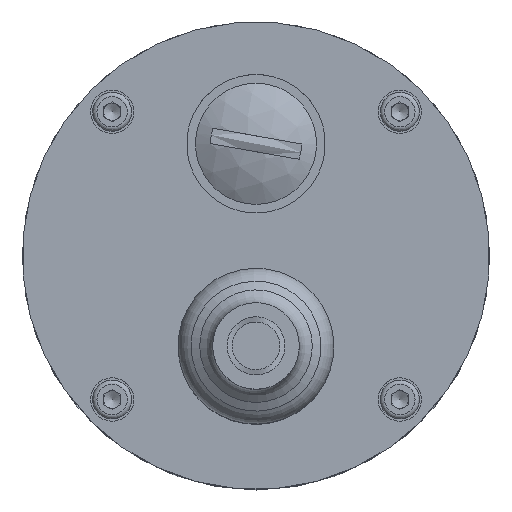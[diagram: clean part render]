
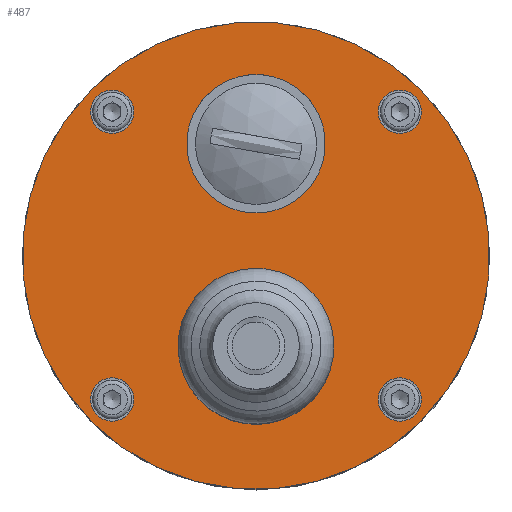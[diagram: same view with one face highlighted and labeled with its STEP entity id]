
A CAD part, top view. The second image highlights one B-rep face of the part: STEP entity #487.
In plain terms, the highlighted planar face has unit normal (0, 0, 1).
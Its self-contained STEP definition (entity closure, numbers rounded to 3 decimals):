
#32 = CIRCLE ( 'NONE', #2110, 2.5 ) ;
#37 = CARTESIAN_POINT ( 'NONE',  ( 0., 0., 23. ) ) ;
#44 = EDGE_CURVE ( 'NONE', #912, #912, #2453, .T. ) ;
#85 = DIRECTION ( 'NONE',  ( 0.707, -0.707, 0. ) ) ;
#117 = VERTEX_POINT ( 'NONE', #2105 ) ;
#194 = DIRECTION ( 'NONE',  ( 0., 0., 1. ) ) ;
#262 = DIRECTION ( 'NONE',  ( 0.707, -0.707, 0. ) ) ;
#316 = DIRECTION ( 'NONE',  ( 0., 0., 1. ) ) ;
#449 = EDGE_LOOP ( 'NONE', ( #778 ) ) ;
#471 = EDGE_CURVE ( 'NONE', #1964, #1964, #1680, .T. ) ;
#487 = ADVANCED_FACE ( 'NONE', ( #1639, #1538, #1478, #1533, #1473, #1440, #1403 ), #761, .F. ) ;
#512 = CARTESIAN_POINT ( 'NONE',  ( 18.385, 14.849, 23. ) ) ;
#517 = DIRECTION ( 'NONE',  ( 0., 0., 1. ) ) ;
#520 = EDGE_LOOP ( 'NONE', ( #2189 ) ) ;
#529 = CIRCLE ( 'NONE', #1781, 27. ) ;
#616 = ORIENTED_EDGE ( 'NONE', *, *, #471, .F. ) ;
#622 = EDGE_LOOP ( 'NONE', ( #2172 ) ) ;
#625 = DIRECTION ( 'NONE',  ( -0.707, 0.707, 0. ) ) ;
#627 = VERTEX_POINT ( 'NONE', #512 ) ;
#646 = EDGE_CURVE ( 'NONE', #2471, #2471, #868, .T. ) ;
#726 = AXIS2_PLACEMENT_3D ( 'NONE', #2615, #2596, #2625 ) ;
#733 = CARTESIAN_POINT ( 'NONE',  ( 0., -10.5, 23. ) ) ;
#761 = PLANE ( 'NONE',  #1697 ) ;
#763 = ORIENTED_EDGE ( 'NONE', *, *, #2793, .T. ) ;
#778 = ORIENTED_EDGE ( 'NONE', *, *, #2069, .F. ) ;
#844 = VERTEX_POINT ( 'NONE', #2318 ) ;
#868 = CIRCLE ( 'NONE', #726, 2.5 ) ;
#912 = VERTEX_POINT ( 'NONE', #1181 ) ;
#930 = EDGE_CURVE ( 'NONE', #627, #627, #32, .T. ) ;
#1102 = AXIS2_PLACEMENT_3D ( 'NONE', #1662, #316, #1885 ) ;
#1107 = DIRECTION ( 'NONE',  ( 0., 0., 1. ) ) ;
#1160 = AXIS2_PLACEMENT_3D ( 'NONE', #1534, #194, #1758 ) ;
#1181 = CARTESIAN_POINT ( 'NONE',  ( 4.561, -15.061, 23. ) ) ;
#1191 = ORIENTED_EDGE ( 'NONE', *, *, #2267, .F. ) ;
#1403 = FACE_OUTER_BOUND ( 'NONE', #1780, .T. ) ;
#1431 = DIRECTION ( 'NONE',  ( 0., 0., 1. ) ) ;
#1435 = CARTESIAN_POINT ( 'NONE',  ( -14.849, 14.849, 23. ) ) ;
#1440 = FACE_BOUND ( 'NONE', #1990, .T. ) ;
#1473 = FACE_BOUND ( 'NONE', #1959, .T. ) ;
#1478 = FACE_BOUND ( 'NONE', #622, .T. ) ;
#1533 = FACE_BOUND ( 'NONE', #449, .T. ) ;
#1534 = CARTESIAN_POINT ( 'NONE',  ( 0., 12.92, 23. ) ) ;
#1538 = FACE_BOUND ( 'NONE', #1658, .T. ) ;
#1601 = DIRECTION ( 'NONE',  ( 0., 0., 1. ) ) ;
#1608 = AXIS2_PLACEMENT_3D ( 'NONE', #733, #517, #2077 ) ;
#1639 = FACE_BOUND ( 'NONE', #520, .T. ) ;
#1658 = EDGE_LOOP ( 'NONE', ( #2574 ) ) ;
#1662 = CARTESIAN_POINT ( 'NONE',  ( -16.617, -16.617, 23. ) ) ;
#1680 = CIRCLE ( 'NONE', #1102, 2.5 ) ;
#1697 = AXIS2_PLACEMENT_3D ( 'NONE', #2104, #2327, #625 ) ;
#1758 = DIRECTION ( 'NONE',  ( 0.707, -0.707, 0. ) ) ;
#1780 = EDGE_LOOP ( 'NONE', ( #763 ) ) ;
#1781 = AXIS2_PLACEMENT_3D ( 'NONE', #37, #1601, #262 ) ;
#1801 = AXIS2_PLACEMENT_3D ( 'NONE', #2736, #1431, #85 ) ;
#1810 = CIRCLE ( 'NONE', #1160, 8. ) ;
#1885 = DIRECTION ( 'NONE',  ( 0.707, -0.707, 0. ) ) ;
#1959 = EDGE_LOOP ( 'NONE', ( #616 ) ) ;
#1964 = VERTEX_POINT ( 'NONE', #2064 ) ;
#1990 = EDGE_LOOP ( 'NONE', ( #1191 ) ) ;
#2064 = CARTESIAN_POINT ( 'NONE',  ( -14.849, -18.385, 23. ) ) ;
#2069 = EDGE_CURVE ( 'NONE', #2652, #2652, #2575, .T. ) ;
#2077 = DIRECTION ( 'NONE',  ( 0.707, -0.707, 0. ) ) ;
#2104 = CARTESIAN_POINT ( 'NONE',  ( 19.092, 19.092, 23. ) ) ;
#2105 = CARTESIAN_POINT ( 'NONE',  ( 19.092, -19.092, 23. ) ) ;
#2110 = AXIS2_PLACEMENT_3D ( 'NONE', #2423, #1107, #2649 ) ;
#2172 = ORIENTED_EDGE ( 'NONE', *, *, #646, .F. ) ;
#2189 = ORIENTED_EDGE ( 'NONE', *, *, #44, .F. ) ;
#2267 = EDGE_CURVE ( 'NONE', #844, #844, #1810, .T. ) ;
#2318 = CARTESIAN_POINT ( 'NONE',  ( 5.657, 7.263, 23. ) ) ;
#2327 = DIRECTION ( 'NONE',  ( 0., 0., -1. ) ) ;
#2423 = CARTESIAN_POINT ( 'NONE',  ( 16.617, 16.617, 23. ) ) ;
#2453 = CIRCLE ( 'NONE', #1608, 6.45 ) ;
#2471 = VERTEX_POINT ( 'NONE', #2504 ) ;
#2504 = CARTESIAN_POINT ( 'NONE',  ( 18.385, -18.385, 23. ) ) ;
#2574 = ORIENTED_EDGE ( 'NONE', *, *, #930, .F. ) ;
#2575 = CIRCLE ( 'NONE', #1801, 2.5 ) ;
#2596 = DIRECTION ( 'NONE',  ( 0., 0., 1. ) ) ;
#2615 = CARTESIAN_POINT ( 'NONE',  ( 16.617, -16.617, 23. ) ) ;
#2625 = DIRECTION ( 'NONE',  ( 0.707, -0.707, 0. ) ) ;
#2649 = DIRECTION ( 'NONE',  ( 0.707, -0.707, 0. ) ) ;
#2652 = VERTEX_POINT ( 'NONE', #1435 ) ;
#2736 = CARTESIAN_POINT ( 'NONE',  ( -16.617, 16.617, 23. ) ) ;
#2793 = EDGE_CURVE ( 'NONE', #117, #117, #529, .T. ) ;
